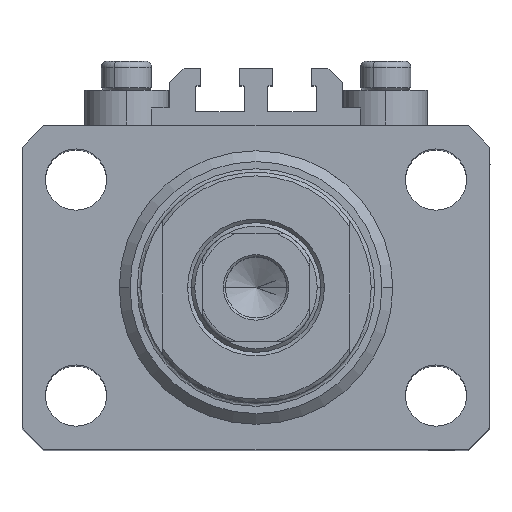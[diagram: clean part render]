
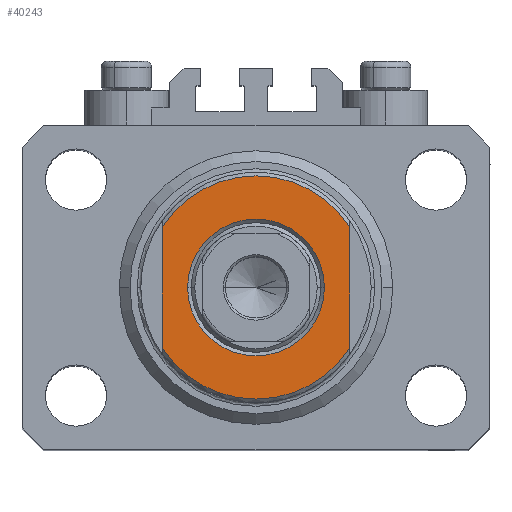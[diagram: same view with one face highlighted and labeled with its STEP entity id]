
A CAD part, top view. The second image highlights one B-rep face of the part: STEP entity #40243.
In plain terms, the highlighted face is planar.
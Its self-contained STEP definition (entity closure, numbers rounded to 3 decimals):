
#650 = VERTEX_POINT ( 'NONE', #9014 ) ;
#973 = CARTESIAN_POINT ( 'NONE',  ( 0., 0., -6.5 ) ) ;
#3516 = EDGE_CURVE ( 'NONE', #40079, #29507, #36794, .T. ) ;
#3617 = DIRECTION ( 'NONE',  ( 0., 0., 1. ) ) ;
#4085 = DIRECTION ( 'NONE',  ( 0., -1., 0. ) ) ;
#5110 = EDGE_CURVE ( 'NONE', #16832, #41653, #34416, .T. ) ;
#5258 = DIRECTION ( 'NONE',  ( -1., 0., 0. ) ) ;
#6833 = EDGE_CURVE ( 'NONE', #41653, #16832, #46710, .T. ) ;
#7747 = VERTEX_POINT ( 'NONE', #23970 ) ;
#9014 = CARTESIAN_POINT ( 'NONE',  ( -13., 8.441, -6.5 ) ) ;
#9099 = VECTOR ( 'NONE', #19059, 1000. ) ;
#9717 = DIRECTION ( 'NONE',  ( -1., 0., 0. ) ) ;
#10684 = ORIENTED_EDGE ( 'NONE', *, *, #23803, .T. ) ;
#11149 = CARTESIAN_POINT ( 'NONE',  ( 13., -43.081, -6.5 ) ) ;
#11483 = AXIS2_PLACEMENT_3D ( 'NONE', #20825, #47196, #43596 ) ;
#14224 = VECTOR ( 'NONE', #4085, 1000. ) ;
#16832 = VERTEX_POINT ( 'NONE', #38588 ) ;
#16835 = CARTESIAN_POINT ( 'NONE',  ( 0., 0., -6.5 ) ) ;
#18137 = ORIENTED_EDGE ( 'NONE', *, *, #6833, .T. ) ;
#19059 = DIRECTION ( 'NONE',  ( 0., -1., 0. ) ) ;
#20825 = CARTESIAN_POINT ( 'NONE',  ( 0., 0., -6.5 ) ) ;
#21131 = DIRECTION ( 'NONE',  ( -1., 0., 0. ) ) ;
#21330 = EDGE_LOOP ( 'NONE', ( #21504, #41742, #10684, #32863 ) ) ;
#21504 = ORIENTED_EDGE ( 'NONE', *, *, #23107, .T. ) ;
#22817 = AXIS2_PLACEMENT_3D ( 'NONE', #973, #41725, #5258 ) ;
#23041 = FACE_BOUND ( 'NONE', #45190, .T. ) ;
#23107 = EDGE_CURVE ( 'NONE', #650, #40079, #27001, .T. ) ;
#23803 = EDGE_CURVE ( 'NONE', #29507, #7747, #33906, .T. ) ;
#23970 = CARTESIAN_POINT ( 'NONE',  ( -13., -8.441, -6.5 ) ) ;
#24476 = AXIS2_PLACEMENT_3D ( 'NONE', #29522, #3617, #25704 ) ;
#25704 = DIRECTION ( 'NONE',  ( -1., 0., 0. ) ) ;
#25935 = CARTESIAN_POINT ( 'NONE',  ( 13., 8.441, -6.5 ) ) ;
#26402 = FACE_OUTER_BOUND ( 'NONE', #21330, .T. ) ;
#27001 = CIRCLE ( 'NONE', #36944, 15.5 ) ;
#27054 = CARTESIAN_POINT ( 'NONE',  ( 13., -8.441, -6.5 ) ) ;
#28431 = DIRECTION ( 'NONE',  ( 0., 0., -1. ) ) ;
#29507 = VERTEX_POINT ( 'NONE', #27054 ) ;
#29522 = CARTESIAN_POINT ( 'NONE',  ( 0., 0., -6.5 ) ) ;
#31454 = DIRECTION ( 'NONE',  ( 0., 0., -1. ) ) ;
#32863 = ORIENTED_EDGE ( 'NONE', *, *, #34940, .F. ) ;
#33906 = CIRCLE ( 'NONE', #39269, 15.5 ) ;
#34416 = CIRCLE ( 'NONE', #24476, 9.5 ) ;
#34940 = EDGE_CURVE ( 'NONE', #650, #7747, #39835, .T. ) ;
#36708 = CARTESIAN_POINT ( 'NONE',  ( -13., -43.081, -6.5 ) ) ;
#36794 = LINE ( 'NONE', #11149, #9099 ) ;
#36944 = AXIS2_PLACEMENT_3D ( 'NONE', #16835, #31454, #21131 ) ;
#38588 = CARTESIAN_POINT ( 'NONE',  ( -9.5, 0., -6.5 ) ) ;
#39269 = AXIS2_PLACEMENT_3D ( 'NONE', #46422, #28431, #9717 ) ;
#39835 = LINE ( 'NONE', #36708, #14224 ) ;
#40079 = VERTEX_POINT ( 'NONE', #25935 ) ;
#40243 = ADVANCED_FACE ( 'NONE', ( #23041, #26402 ), #44626, .T. ) ;
#41653 = VERTEX_POINT ( 'NONE', #46934 ) ;
#41725 = DIRECTION ( 'NONE',  ( 0., 0., -1. ) ) ;
#41742 = ORIENTED_EDGE ( 'NONE', *, *, #3516, .T. ) ;
#43596 = DIRECTION ( 'NONE',  ( -1., 0., 0. ) ) ;
#44375 = ORIENTED_EDGE ( 'NONE', *, *, #5110, .T. ) ;
#44626 = PLANE ( 'NONE',  #22817 ) ;
#45190 = EDGE_LOOP ( 'NONE', ( #44375, #18137 ) ) ;
#46422 = CARTESIAN_POINT ( 'NONE',  ( 0., 0., -6.5 ) ) ;
#46710 = CIRCLE ( 'NONE', #11483, 9.5 ) ;
#46934 = CARTESIAN_POINT ( 'NONE',  ( 9.5, 0., -6.5 ) ) ;
#47196 = DIRECTION ( 'NONE',  ( 0., 0., 1. ) ) ;
